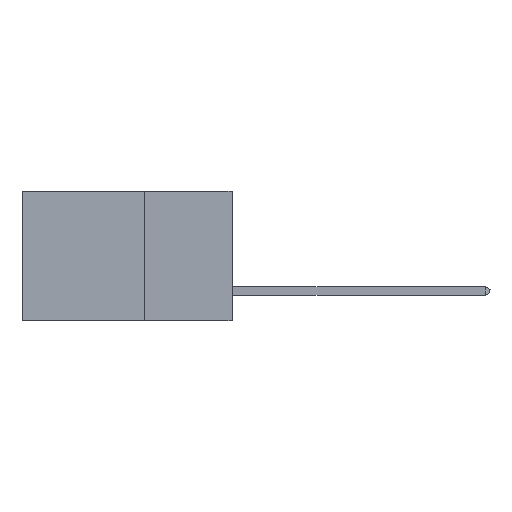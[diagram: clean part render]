
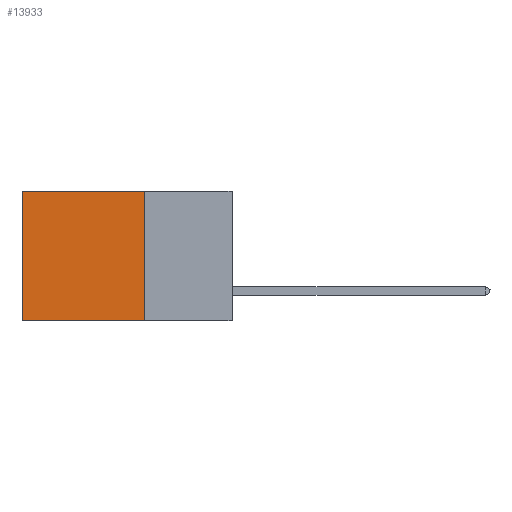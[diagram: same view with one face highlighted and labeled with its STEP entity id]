
A CAD part, left-side view. The second image highlights one B-rep face of the part: STEP entity #13933.
In plain terms, the highlighted planar face has unit normal (-1, 0, 0).
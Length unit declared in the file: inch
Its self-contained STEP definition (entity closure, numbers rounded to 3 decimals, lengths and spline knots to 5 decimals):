
#433 = CARTESIAN_POINT ( 'NONE',  ( 0.2875, 0.6, 0. ) ) ;
#674 = DIRECTION ( 'NONE',  ( 0., 0., -1. ) ) ;
#1686 = CARTESIAN_POINT ( 'NONE',  ( 0.2875, 0.25, 0. ) ) ;
#1695 = CARTESIAN_POINT ( 'NONE',  ( 0.2875, 0.6, 0. ) ) ;
#1903 = LINE ( 'NONE', #5595, #6000 ) ;
#2855 = LINE ( 'NONE', #1686, #6147 ) ;
#3033 = CARTESIAN_POINT ( 'NONE',  ( 0.2875, 0.25, 0. ) ) ;
#3849 = DIRECTION ( 'NONE',  ( 0., 0., -1. ) ) ;
#4204 = EDGE_CURVE ( 'NONE', #5044, #14209, #13550, .T. ) ;
#4850 = VECTOR ( 'NONE', #674, 39.37008 ) ;
#5044 = VERTEX_POINT ( 'NONE', #433 ) ;
#5595 = CARTESIAN_POINT ( 'NONE',  ( 0.2875, 0.25, -0.37 ) ) ;
#6000 = VECTOR ( 'NONE', #9408, 39.37008 ) ;
#6147 = VECTOR ( 'NONE', #21080, 39.37008 ) ;
#6762 = LINE ( 'NONE', #3033, #11885 ) ;
#6944 = ORIENTED_EDGE ( 'NONE', *, *, #14274, .F. ) ;
#7992 = ORIENTED_EDGE ( 'NONE', *, *, #8941, .T. ) ;
#8941 = EDGE_CURVE ( 'NONE', #10328, #5044, #6762, .T. ) ;
#9408 = DIRECTION ( 'NONE',  ( 0., 1., 0. ) ) ;
#10328 = VERTEX_POINT ( 'NONE', #14451 ) ;
#11545 = FACE_OUTER_BOUND ( 'NONE', #18058, .T. ) ;
#11885 = VECTOR ( 'NONE', #20708, 39.37008 ) ;
#11922 = CARTESIAN_POINT ( 'NONE',  ( 0.2875, 0.25, 0. ) ) ;
#12701 = CARTESIAN_POINT ( 'NONE',  ( 0.2875, 0.6, -0.37 ) ) ;
#13550 = LINE ( 'NONE', #1695, #4850 ) ;
#13785 = PLANE ( 'NONE',  #18345 ) ;
#13933 = ADVANCED_FACE ( 'NONE', ( #11545 ), #13785, .F. ) ;
#14142 = VERTEX_POINT ( 'NONE', #14389 ) ;
#14203 = ORIENTED_EDGE ( 'NONE', *, *, #4204, .T. ) ;
#14209 = VERTEX_POINT ( 'NONE', #12701 ) ;
#14274 = EDGE_CURVE ( 'NONE', #10328, #14142, #2855, .T. ) ;
#14389 = CARTESIAN_POINT ( 'NONE',  ( 0.2875, 0.25, -0.37 ) ) ;
#14451 = CARTESIAN_POINT ( 'NONE',  ( 0.2875, 0.25, 0. ) ) ;
#14615 = ORIENTED_EDGE ( 'NONE', *, *, #18742, .F. ) ;
#18058 = EDGE_LOOP ( 'NONE', ( #14203, #14615, #6944, #7992 ) ) ;
#18345 = AXIS2_PLACEMENT_3D ( 'NONE', #11922, #18708, #3849 ) ;
#18708 = DIRECTION ( 'NONE',  ( 1., 0., 0. ) ) ;
#18742 = EDGE_CURVE ( 'NONE', #14142, #14209, #1903, .T. ) ;
#20708 = DIRECTION ( 'NONE',  ( 0., 1., 0. ) ) ;
#21080 = DIRECTION ( 'NONE',  ( 0., 0., -1. ) ) ;
